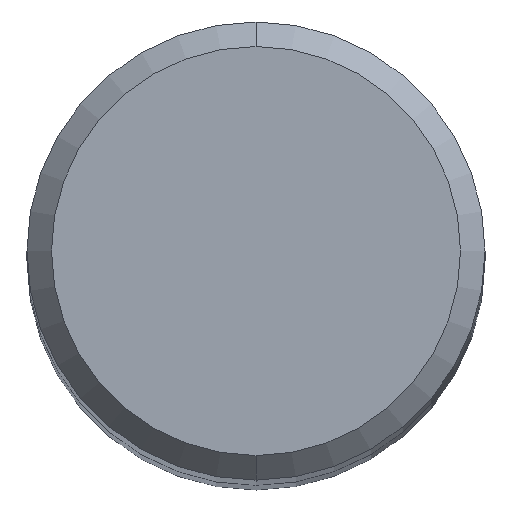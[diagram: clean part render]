
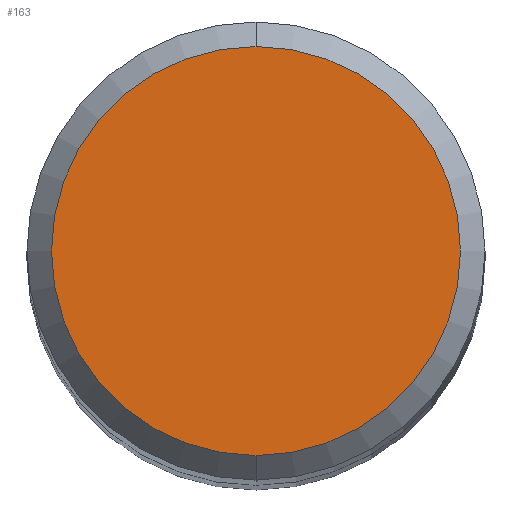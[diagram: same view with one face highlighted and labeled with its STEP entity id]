
A CAD part, top view. The second image highlights one B-rep face of the part: STEP entity #163.
In plain terms, the highlighted planar face has unit normal (0, 0, 1).
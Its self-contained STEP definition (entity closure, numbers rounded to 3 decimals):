
#163=ADVANCED_FACE('',(#439),#440,.T.);
#337=VERTEX_POINT('',#631);
#379=VERTEX_POINT('',#677);
#405=EDGE_CURVE('',#337,#379,#706,.T.);
#413=EDGE_CURVE('',#379,#337,#714,.T.);
#439=FACE_OUTER_BOUND('',#732,.T.);
#440=PLANE('',#733);
#631=CARTESIAN_POINT('',(0.0,5.0,0.0));
#677=CARTESIAN_POINT('',(0.,-5.0,0.0));
#706=CIRCLE('',#1322,5.0);
#714=CIRCLE('',#1359,5.0);
#732=EDGE_LOOP('',(#1374,#1375));
#733=AXIS2_PLACEMENT_3D('',#1376,#1377,#1378);
#1322=AXIS2_PLACEMENT_3D('',#1667,#1668,#1669);
#1359=AXIS2_PLACEMENT_3D('',#1673,#1674,#1675);
#1374=ORIENTED_EDGE('',*,*,#405,.F.);
#1375=ORIENTED_EDGE('',*,*,#413,.F.);
#1376=CARTESIAN_POINT('',(0.0,2.5,0.0));
#1377=DIRECTION('',(-0.0,0.0,1.0));
#1378=DIRECTION('',(0.0,-1.0,0.0));
#1667=CARTESIAN_POINT('',(0.0,0.0,0.0));
#1668=DIRECTION('',(0.0,0.0,-1.0));
#1669=DIRECTION('',(0.0,1.0,0.0));
#1673=CARTESIAN_POINT('',(0.0,0.0,0.0));
#1674=DIRECTION('',(0.0,0.0,-1.0));
#1675=DIRECTION('',(0.0,1.0,0.0));
